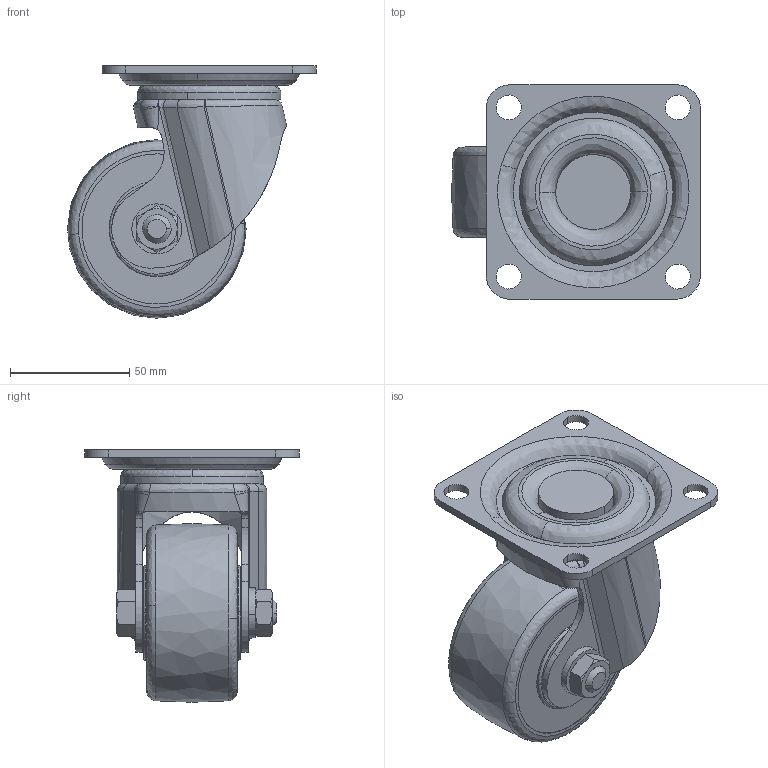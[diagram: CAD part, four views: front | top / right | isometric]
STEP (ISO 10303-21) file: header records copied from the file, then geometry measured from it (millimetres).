
FILE_DESCRIPTION((''),'2;1');
FILE_NAME('','2009-03-19T14:17:06',(''),(''),'','CADfix','');
FILE_SCHEMA(('AUTOMOTIVE_DESIGN { 1 0 10303 214 1 1 1 1 }'));
Length unit declared in the file: millimetre
Bounding box: 104.5 x 90 x 106 mm (x, y, z)
Volume: 273347.5 mm3; surface area: 69296.2 mm2
Topology: 5 solids, 5 shells, 236 faces, 667 edges, 455 vertices
Faces by surface type: bspline 236
Entity records: 12641 total; most frequent: CARTESIAN_POINT 8940, ORIENTED_EDGE 1334, EDGE_CURVE 667, VERTEX_POINT 455, EDGE_LOOP 268, FACE_OUTER_BOUND 236, ADVANCED_FACE 236, QUASI_UNIFORM_CURVE 176
